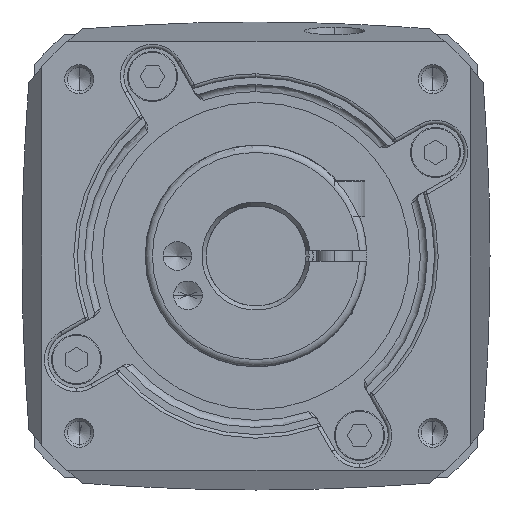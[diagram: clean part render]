
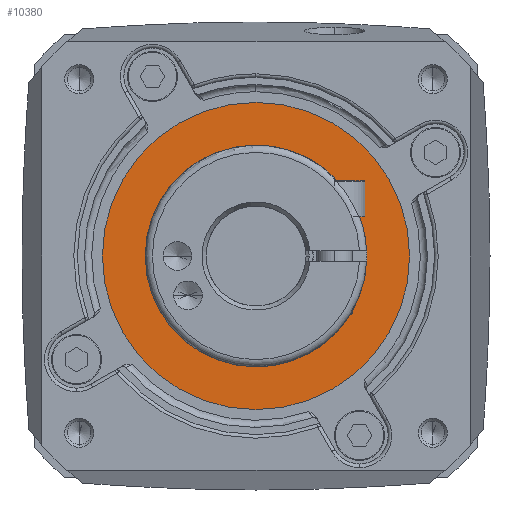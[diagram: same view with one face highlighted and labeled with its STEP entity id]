
A CAD part, left-side view. The second image highlights one B-rep face of the part: STEP entity #10380.
In plain terms, the highlighted planar face has unit normal (-1, 0, 0).
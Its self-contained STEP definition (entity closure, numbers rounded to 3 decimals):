
#161 = ORIENTED_EDGE ( 'NONE', *, *, #15320, .T. ) ;
#545 = VERTEX_POINT ( 'NONE', #6661 ) ;
#776 = DIRECTION ( 'NONE',  ( 0., 0., 1. ) ) ;
#1120 = CARTESIAN_POINT ( 'NONE',  ( -44., 21.5, 0. ) ) ;
#1492 = ORIENTED_EDGE ( 'NONE', *, *, #6510, .F. ) ;
#1546 = ORIENTED_EDGE ( 'NONE', *, *, #9378, .T. ) ;
#2003 = DIRECTION ( 'NONE',  ( 0., 0., 1. ) ) ;
#2136 = CARTESIAN_POINT ( 'NONE',  ( -44., 0., 10. ) ) ;
#3411 = AXIS2_PLACEMENT_3D ( 'NONE', #11295, #14795, #8706 ) ;
#3445 = ORIENTED_EDGE ( 'NONE', *, *, #5900, .F. ) ;
#4036 = FACE_OUTER_BOUND ( 'NONE', #8190, .T. ) ;
#4991 = PLANE ( 'NONE',  #14698 ) ;
#5125 = CARTESIAN_POINT ( 'NONE',  ( -44., 0., 0. ) ) ;
#5242 = DIRECTION ( 'NONE',  ( 0., 0., 1. ) ) ;
#5900 = EDGE_CURVE ( 'NONE', #15073, #545, #8394, .T. ) ;
#6510 = EDGE_CURVE ( 'NONE', #545, #15073, #11474, .T. ) ;
#6661 = CARTESIAN_POINT ( 'NONE',  ( -44., 0., -10. ) ) ;
#7342 = CARTESIAN_POINT ( 'NONE',  ( -44., 0., -21.5 ) ) ;
#8100 = FACE_BOUND ( 'NONE', #13918, .T. ) ;
#8190 = EDGE_LOOP ( 'NONE', ( #1546, #161 ) ) ;
#8210 = CARTESIAN_POINT ( 'NONE',  ( -44., 0., 0. ) ) ;
#8394 = CIRCLE ( 'NONE', #10932, 10. ) ;
#8607 = DIRECTION ( 'NONE',  ( 0., 0., -1. ) ) ;
#8680 = AXIS2_PLACEMENT_3D ( 'NONE', #5125, #13780, #5242 ) ;
#8706 = DIRECTION ( 'NONE',  ( 0., 0., 1. ) ) ;
#9318 = CARTESIAN_POINT ( 'NONE',  ( -44., 0., 21.5 ) ) ;
#9378 = EDGE_CURVE ( 'NONE', #12845, #9851, #10653, .T. ) ;
#9851 = VERTEX_POINT ( 'NONE', #7342 ) ;
#9998 = CIRCLE ( 'NONE', #8680, 21.5 ) ;
#10380 = ADVANCED_FACE ( 'NONE', ( #8100, #4036 ), #4991, .F. ) ;
#10653 = CIRCLE ( 'NONE', #3411, 21.5 ) ;
#10932 = AXIS2_PLACEMENT_3D ( 'NONE', #8210, #11831, #776 ) ;
#11295 = CARTESIAN_POINT ( 'NONE',  ( -44., 0., 0. ) ) ;
#11474 = CIRCLE ( 'NONE', #15168, 10. ) ;
#11831 = DIRECTION ( 'NONE',  ( -1., 0., 0. ) ) ;
#11928 = DIRECTION ( 'NONE',  ( -1., 0., 0. ) ) ;
#12845 = VERTEX_POINT ( 'NONE', #9318 ) ;
#13780 = DIRECTION ( 'NONE',  ( -1., 0., 0. ) ) ;
#13918 = EDGE_LOOP ( 'NONE', ( #3445, #1492 ) ) ;
#14698 = AXIS2_PLACEMENT_3D ( 'NONE', #1120, #16025, #8607 ) ;
#14795 = DIRECTION ( 'NONE',  ( -1., 0., 0. ) ) ;
#15073 = VERTEX_POINT ( 'NONE', #2136 ) ;
#15168 = AXIS2_PLACEMENT_3D ( 'NONE', #15526, #11928, #2003 ) ;
#15320 = EDGE_CURVE ( 'NONE', #9851, #12845, #9998, .T. ) ;
#15526 = CARTESIAN_POINT ( 'NONE',  ( -44., 0., 0. ) ) ;
#16025 = DIRECTION ( 'NONE',  ( 1., 0., 0. ) ) ;
